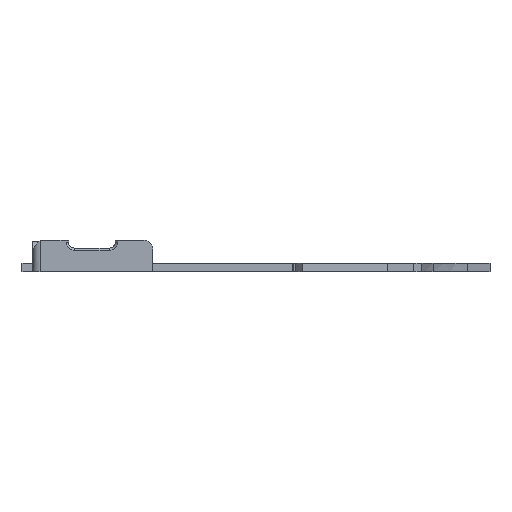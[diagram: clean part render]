
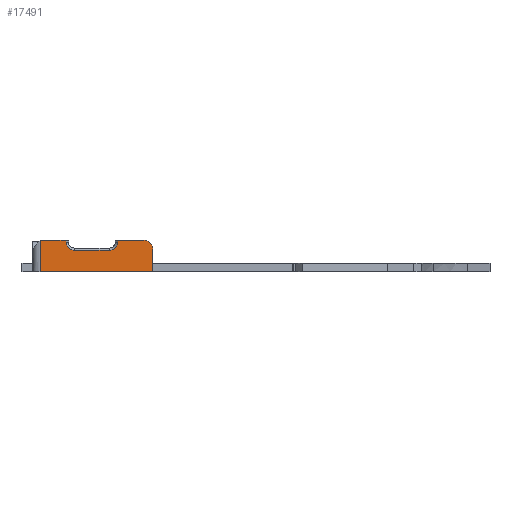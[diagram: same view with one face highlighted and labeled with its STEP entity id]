
A CAD part, left-side view. The second image highlights one B-rep face of the part: STEP entity #17491.
In plain terms, the highlighted planar face has unit normal (-1, 0, 0).
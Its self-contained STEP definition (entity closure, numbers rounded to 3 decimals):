
#1435=CIRCLE('',#18027,1.7);
#1437=CIRCLE('',#18030,1.7);
#1456=CIRCLE('',#18089,1.8);
#2265=FACE_OUTER_BOUND('',#3279,.T.);
#3279=EDGE_LOOP('',(#15726,#15727,#15728,#15729,#15730,#15731,#15732,#15733,
#15734,#15735,#15736,#15737));
#3829=LINE('',#24950,#5512);
#4293=LINE('',#27685,#5976);
#4300=LINE('',#27706,#5983);
#4302=LINE('',#27711,#5985);
#4308=LINE('',#27725,#5991);
#4360=LINE('',#27858,#6043);
#4374=LINE('',#27892,#6057);
#4965=LINE('',#31278,#6648);
#4966=LINE('',#31280,#6649);
#5512=VECTOR('',#19135,10.);
#5976=VECTOR('',#20179,10.);
#5983=VECTOR('',#20200,10.);
#5985=VECTOR('',#20204,10.);
#5991=VECTOR('',#20218,10.);
#6043=VECTOR('',#20344,10.);
#6057=VECTOR('',#20380,10.);
#6648=VECTOR('',#21559,10.);
#6649=VECTOR('',#21562,10.);
#7657=VERTEX_POINT('',#24947);
#7658=VERTEX_POINT('',#24949);
#8404=VERTEX_POINT('',#27682);
#8405=VERTEX_POINT('',#27684);
#8407=VERTEX_POINT('',#27690);
#8410=VERTEX_POINT('',#27697);
#8411=VERTEX_POINT('',#27702);
#8414=VERTEX_POINT('',#27709);
#8418=VERTEX_POINT('',#27724);
#8459=VERTEX_POINT('',#27856);
#8468=VERTEX_POINT('',#27890);
#8470=VERTEX_POINT('',#27899);
#9376=EDGE_CURVE('',#7657,#7658,#3829,.T.);
#10243=EDGE_CURVE('',#8404,#8405,#4293,.T.);
#10246=EDGE_CURVE('',#8405,#8407,#1435,.T.);
#10250=EDGE_CURVE('',#8410,#8404,#1437,.T.);
#10254=EDGE_CURVE('',#8407,#8411,#4300,.T.);
#10256=EDGE_CURVE('',#8414,#8410,#4302,.T.);
#10263=EDGE_CURVE('',#8411,#8418,#4308,.T.);
#10329=EDGE_CURVE('',#8459,#8414,#4360,.T.);
#10347=EDGE_CURVE('',#8459,#8468,#4374,.T.);
#10351=EDGE_CURVE('',#8470,#8418,#1456,.T.);
#10942=EDGE_CURVE('',#8468,#7658,#4965,.T.);
#10943=EDGE_CURVE('',#8470,#7657,#4966,.T.);
#15726=ORIENTED_EDGE('',*,*,#10942,.T.);
#15727=ORIENTED_EDGE('',*,*,#9376,.F.);
#15728=ORIENTED_EDGE('',*,*,#10943,.F.);
#15729=ORIENTED_EDGE('',*,*,#10351,.T.);
#15730=ORIENTED_EDGE('',*,*,#10263,.F.);
#15731=ORIENTED_EDGE('',*,*,#10254,.F.);
#15732=ORIENTED_EDGE('',*,*,#10246,.F.);
#15733=ORIENTED_EDGE('',*,*,#10243,.F.);
#15734=ORIENTED_EDGE('',*,*,#10250,.F.);
#15735=ORIENTED_EDGE('',*,*,#10256,.F.);
#15736=ORIENTED_EDGE('',*,*,#10329,.F.);
#15737=ORIENTED_EDGE('',*,*,#10347,.T.);
#16620=PLANE('',#18380);
#17491=ADVANCED_FACE('',(#2265),#16620,.T.);
#18027=AXIS2_PLACEMENT_3D('',#27691,#20184,#20185);
#18030=AXIS2_PLACEMENT_3D('',#27699,#20192,#20193);
#18089=AXIS2_PLACEMENT_3D('',#27900,#20389,#20390);
#18380=AXIS2_PLACEMENT_3D('',#31279,#21560,#21561);
#19135=DIRECTION('',(0.,1.,0.));
#20179=DIRECTION('',(0.,-1.,0.));
#20184=DIRECTION('center_axis',(-1.,0.,0.));
#20185=DIRECTION('ref_axis',(0.,0.,-1.));
#20192=DIRECTION('center_axis',(-1.,0.,0.));
#20193=DIRECTION('ref_axis',(0.,1.,0.));
#20200=DIRECTION('',(0.,0.,1.));
#20204=DIRECTION('',(0.,0.,-1.));
#20218=DIRECTION('',(0.,-1.,0.));
#20344=DIRECTION('',(0.,-1.,0.));
#20380=DIRECTION('',(0.,0.826,-0.563));
#20389=DIRECTION('center_axis',(-1.,0.,0.));
#20390=DIRECTION('ref_axis',(0.,-1.,0.));
#21559=DIRECTION('',(0.,0.,-1.));
#21560=DIRECTION('center_axis',(-1.,0.,0.));
#21561=DIRECTION('ref_axis',(0.,1.,0.));
#21562=DIRECTION('',(0.,0.,-1.));
#24947=CARTESIAN_POINT('',(28.638,-71.9,-2.2));
#24949=CARTESIAN_POINT('',(28.638,-49.155,-2.2));
#24950=CARTESIAN_POINT('',(28.638,-71.9,-2.2));
#27682=CARTESIAN_POINT('',(28.638,-56.1,2.11));
#27684=CARTESIAN_POINT('',(28.638,-63.1,2.11));
#27685=CARTESIAN_POINT('',(28.638,-55.378,2.11));
#27690=CARTESIAN_POINT('',(28.638,-64.8,3.81));
#27691=CARTESIAN_POINT('Origin',(28.638,-63.1,3.81));
#27697=CARTESIAN_POINT('',(28.638,-54.4,3.81));
#27699=CARTESIAN_POINT('Origin',(28.638,-56.1,3.81));
#27702=CARTESIAN_POINT('',(28.638,-64.8,4.195));
#27706=CARTESIAN_POINT('',(28.638,-64.8,2.24));
#27709=CARTESIAN_POINT('',(28.638,-54.4,4.195));
#27711=CARTESIAN_POINT('',(28.638,-54.4,1.655));
#27724=CARTESIAN_POINT('',(28.638,-70.1,4.195));
#27725=CARTESIAN_POINT('',(28.638,-49.155,4.195));
#27856=CARTESIAN_POINT('',(28.638,-49.269,4.195));
#27858=CARTESIAN_POINT('',(28.638,-49.155,4.195));
#27890=CARTESIAN_POINT('',(28.638,-49.155,4.117));
#27892=CARTESIAN_POINT('',(28.638,-47.969,3.309));
#27899=CARTESIAN_POINT('',(28.638,-71.9,2.395));
#27900=CARTESIAN_POINT('Origin',(28.638,-70.1,2.395));
#31278=CARTESIAN_POINT('',(28.638,-49.155,-2.));
#31279=CARTESIAN_POINT('Origin',(28.638,-71.9,-2.));
#31280=CARTESIAN_POINT('',(28.638,-71.9,-2.));
